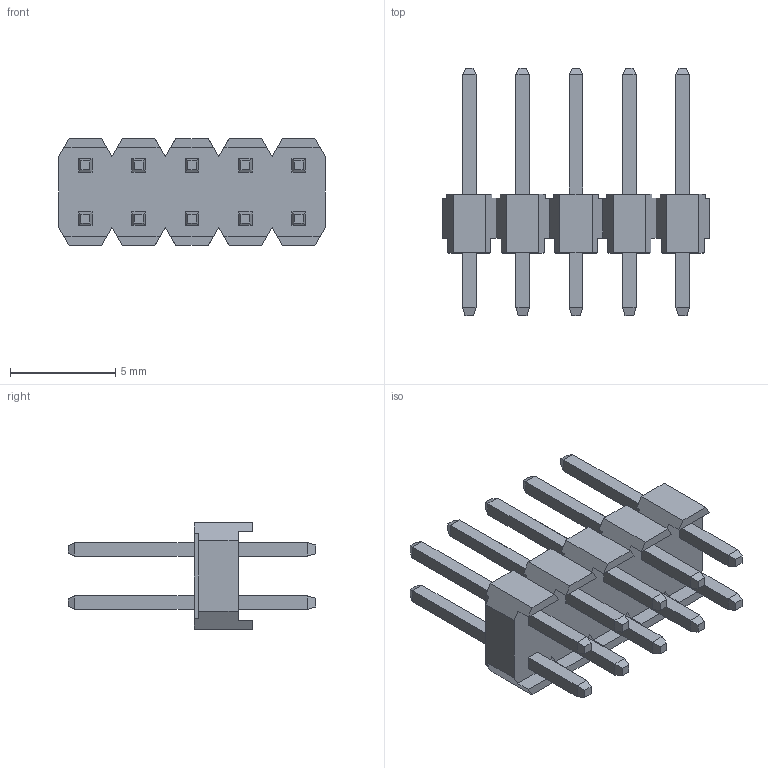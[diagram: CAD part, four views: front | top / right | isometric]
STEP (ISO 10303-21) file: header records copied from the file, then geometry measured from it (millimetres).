
FILE_DESCRIPTION (( 'STEP AP214' ), '1' );
FILE_NAME ('PLD-10.STEP', '2011-05-17T11:10:08', ( 'vpeshkov' ), ( 'licard' ), 'SwSTEP 2.0', 'SolidWorks 2009', '' );
FILE_SCHEMA (( 'AUTOMOTIVE_DESIGN' ));
Length unit declared in the file: millimetre
Products named in the file (1): PLD-10
Bounding box: 12.7 x 11.8 x 5.08 mm (x, y, z)
Volume: 169.1 mm3; surface area: 486.6 mm2
Topology: 1 solids, 1 shells, 254 faces, 616 edges, 384 vertices
Faces by surface type: plane 254
Entity records: 9174 total; most frequent: CARTESIAN_POINT 1255, ORIENTED_EDGE 1232, DIRECTION 1126, EDGE_CURVE 616, VECTOR 616, LINE 616, VERTEX_POINT 384, EDGE_LOOP 274
